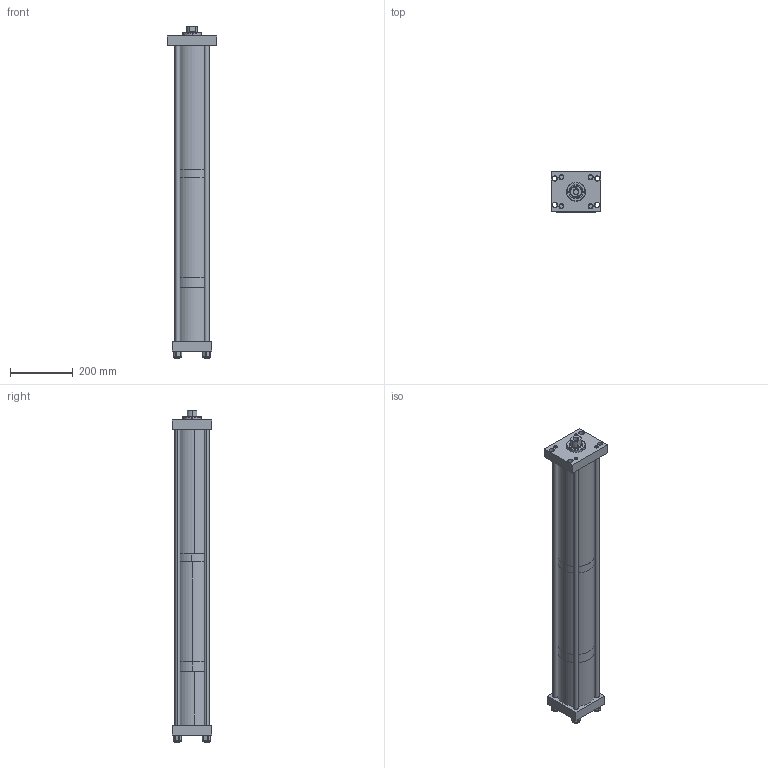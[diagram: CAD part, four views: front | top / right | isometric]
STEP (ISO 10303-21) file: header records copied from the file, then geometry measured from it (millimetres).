
FILE_DESCRIPTION (( 'STEP AP203' ), '1' );
FILE_NAME ('HPI-8-6.00-.25-FH-2020.STEP', '2020-04-20T13:39:55', ( '' ), ( '' ), 'SwSTEP 2.0', 'SolidWorks 2018', '' );
FILE_SCHEMA (( 'CONFIG_CONTROL_DESIGN' ));
Length unit declared in the file: inch
Products named in the file (12): F0403; E0864; NLN .625; E0813; EI0814_.25; E0804; E0811_6.0; G0810; EI0805_6.0-.50; E0818_6.00-.25(40.434"); HPI-8-6.00-.25-FH-2020; E0401_Work Rod
Assembly tree (17 placements, depth 2):
  HPI-8-6.00-.25-FH-2020
    E0804
    NLN .625  x4
    F0403
    G0810
    E0813
    E0401_Work Rod
    EI0814_.25
    E0864
    EI0805_6.0-.50
    E0811_6.0
    E0818_6.00-.25(40.434")  x4
Bounding box: 158.75 x 127 x 1061.95 mm (x, y, z)
Volume: 4611139.1 mm3; surface area: 1092646.4 mm2
Topology: 18 solids, 18 shells, 335 faces, 774 edges, 497 vertices
Faces by surface type: cylinder 172, plane 138, cone 21, bspline 4
Entity records: 9270 total; most frequent: CARTESIAN_POINT 1782, DIRECTION 1366, ORIENTED_EDGE 1164, EDGE_CURVE 582, AXIS2_PLACEMENT_3D 555, VERTEX_POINT 377, EDGE_LOOP 327, CIRCLE 288
